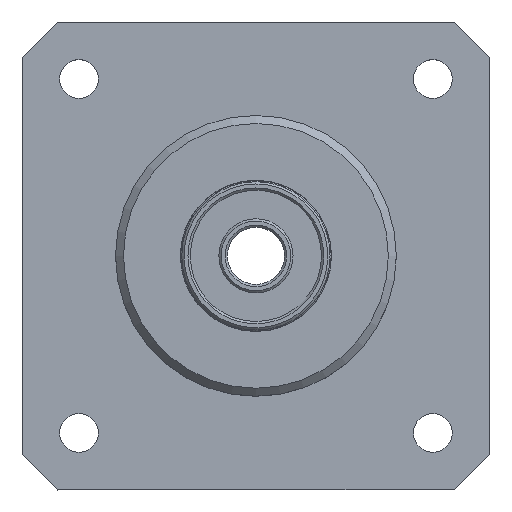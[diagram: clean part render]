
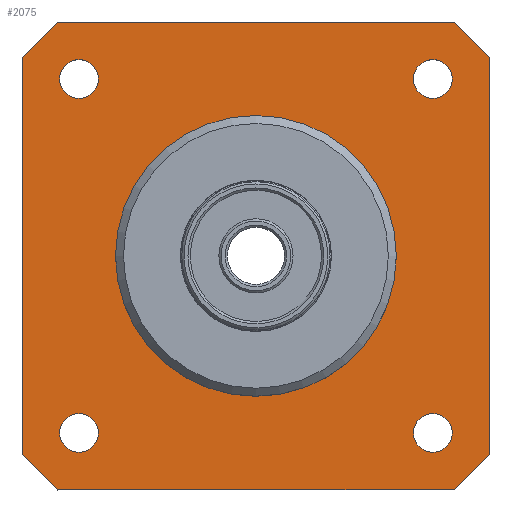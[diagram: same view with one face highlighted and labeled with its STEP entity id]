
A CAD part, top view. The second image highlights one B-rep face of the part: STEP entity #2075.
In plain terms, the highlighted planar face has unit normal (0, 0, 1).
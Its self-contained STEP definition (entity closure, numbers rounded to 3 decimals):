
#86=FACE_BOUND('',#420,.T.);
#87=FACE_BOUND('',#421,.T.);
#88=FACE_BOUND('',#422,.T.);
#89=FACE_BOUND('',#423,.T.);
#90=FACE_BOUND('',#424,.T.);
#161=PLANE('',#2311);
#282=FACE_OUTER_BOUND('',#419,.T.);
#419=EDGE_LOOP('',(#1848,#1849,#1850,#1851,#1852,#1853,#1854,#1855));
#420=EDGE_LOOP('',(#1856));
#421=EDGE_LOOP('',(#1857));
#422=EDGE_LOOP('',(#1858));
#423=EDGE_LOOP('',(#1859));
#424=EDGE_LOOP('',(#1860));
#521=LINE('',#3333,#701);
#525=LINE('',#3341,#705);
#528=LINE('',#3347,#708);
#531=LINE('',#3353,#711);
#538=LINE('',#3383,#718);
#541=LINE('',#3389,#721);
#544=LINE('',#3395,#724);
#546=LINE('',#3398,#726);
#701=VECTOR('',#2710,10.);
#705=VECTOR('',#2716,10.);
#708=VECTOR('',#2721,10.);
#711=VECTOR('',#2726,10.);
#718=VECTOR('',#2759,10.);
#721=VECTOR('',#2764,10.);
#724=VECTOR('',#2769,10.);
#726=VECTOR('',#2773,10.);
#876=CIRCLE('',#2257,12.3);
#878=CIRCLE('',#2265,1.7);
#880=CIRCLE('',#2268,1.7);
#882=CIRCLE('',#2271,1.7);
#884=CIRCLE('',#2274,1.7);
#987=VERTEX_POINT('',#3321);
#989=VERTEX_POINT('',#3329);
#991=VERTEX_POINT('',#3332);
#994=VERTEX_POINT('',#3339);
#995=VERTEX_POINT('',#3344);
#998=VERTEX_POINT('',#3351);
#999=VERTEX_POINT('',#3356);
#1001=VERTEX_POINT('',#3362);
#1003=VERTEX_POINT('',#3368);
#1005=VERTEX_POINT('',#3374);
#1007=VERTEX_POINT('',#3380);
#1010=VERTEX_POINT('',#3387);
#1011=VERTEX_POINT('',#3392);
#1220=EDGE_CURVE('',#987,#987,#876,.T.);
#1224=EDGE_CURVE('',#991,#989,#521,.T.);
#1228=EDGE_CURVE('',#994,#989,#525,.F.);
#1231=EDGE_CURVE('',#994,#995,#528,.T.);
#1234=EDGE_CURVE('',#998,#995,#531,.F.);
#1236=EDGE_CURVE('',#999,#999,#878,.T.);
#1239=EDGE_CURVE('',#1001,#1001,#880,.T.);
#1242=EDGE_CURVE('',#1003,#1003,#882,.T.);
#1245=EDGE_CURVE('',#1005,#1005,#884,.T.);
#1249=EDGE_CURVE('',#1007,#998,#538,.F.);
#1252=EDGE_CURVE('',#1010,#1007,#541,.F.);
#1255=EDGE_CURVE('',#1010,#1011,#544,.T.);
#1257=EDGE_CURVE('',#991,#1011,#546,.F.);
#1848=ORIENTED_EDGE('',*,*,#1252,.F.);
#1849=ORIENTED_EDGE('',*,*,#1255,.T.);
#1850=ORIENTED_EDGE('',*,*,#1257,.F.);
#1851=ORIENTED_EDGE('',*,*,#1224,.T.);
#1852=ORIENTED_EDGE('',*,*,#1228,.F.);
#1853=ORIENTED_EDGE('',*,*,#1231,.T.);
#1854=ORIENTED_EDGE('',*,*,#1234,.F.);
#1855=ORIENTED_EDGE('',*,*,#1249,.F.);
#1856=ORIENTED_EDGE('',*,*,#1220,.T.);
#1857=ORIENTED_EDGE('',*,*,#1236,.T.);
#1858=ORIENTED_EDGE('',*,*,#1239,.T.);
#1859=ORIENTED_EDGE('',*,*,#1242,.T.);
#1860=ORIENTED_EDGE('',*,*,#1245,.T.);
#2075=ADVANCED_FACE('',(#282,#86,#87,#88,#89,#90),#161,.T.);
#2257=AXIS2_PLACEMENT_3D('',#3323,#2700,#2701);
#2265=AXIS2_PLACEMENT_3D('',#3357,#2730,#2731);
#2268=AXIS2_PLACEMENT_3D('',#3363,#2737,#2738);
#2271=AXIS2_PLACEMENT_3D('',#3369,#2744,#2745);
#2274=AXIS2_PLACEMENT_3D('',#3375,#2751,#2752);
#2311=AXIS2_PLACEMENT_3D('',#3921,#2907,#2908);
#2700=DIRECTION('center_axis',(0.,0.,
-1.));
#2701=DIRECTION('ref_axis',(-1.,0.,0.));
#2710=DIRECTION('',(0.,-1.,0.));
#2716=DIRECTION('',(0.707,-0.707,0.));
#2721=DIRECTION('',(1.,0.,0.));
#2726=DIRECTION('',(0.707,0.707,0.));
#2730=DIRECTION('center_axis',(0.,0.,
-1.));
#2731=DIRECTION('ref_axis',(1.,0.,0.));
#2737=DIRECTION('center_axis',(0.,0.,
-1.));
#2738=DIRECTION('ref_axis',(1.,0.,0.));
#2744=DIRECTION('center_axis',(0.,0.,
-1.));
#2745=DIRECTION('ref_axis',(1.,0.,0.));
#2751=DIRECTION('center_axis',(0.,0.,
-1.));
#2752=DIRECTION('ref_axis',(1.,0.,0.));
#2759=DIRECTION('',(0.001,1.,0.));
#2764=DIRECTION('',(-0.707,0.707,0.));
#2769=DIRECTION('',(-1.,0.,0.));
#2773=DIRECTION('',(-0.707,-0.707,0.));
#2907=DIRECTION('center_axis',(0.,0.,
1.));
#2908=DIRECTION('ref_axis',(1.,0.,0.));
#3321=CARTESIAN_POINT('',(97.485,64.872,-38.206));
#3323=CARTESIAN_POINT('Origin',(85.185,64.872,-38.206));
#3329=CARTESIAN_POINT('',(64.7,47.458,-38.206));
#3332=CARTESIAN_POINT('',(64.7,82.287,-38.206));
#3333=CARTESIAN_POINT('',(64.7,55.796,-38.206));
#3339=CARTESIAN_POINT('',(67.786,44.372,-38.206));
#3341=CARTESIAN_POINT('',(67.334,44.824,-38.206));
#3344=CARTESIAN_POINT('',(102.565,44.372,-38.206));
#3347=CARTESIAN_POINT('',(93.631,44.372,-38.206));
#3351=CARTESIAN_POINT('',(105.653,47.457,-38.206));
#3353=CARTESIAN_POINT('',(103.713,45.52,-38.206));
#3356=CARTESIAN_POINT('',(98.985,80.372,-38.206));
#3357=CARTESIAN_POINT('Origin',(100.685,80.372,-38.206));
#3362=CARTESIAN_POINT('',(67.985,80.372,-38.206));
#3363=CARTESIAN_POINT('Origin',(69.685,80.372,-38.206));
#3368=CARTESIAN_POINT('',(67.985,49.372,-38.206));
#3369=CARTESIAN_POINT('Origin',(69.685,49.372,-38.206));
#3374=CARTESIAN_POINT('',(98.985,49.372,-38.206));
#3375=CARTESIAN_POINT('Origin',(100.685,49.372,-38.206));
#3380=CARTESIAN_POINT('',(105.687,82.286,-38.206));
#3383=CARTESIAN_POINT('',(105.676,71.117,-38.206));
#3387=CARTESIAN_POINT('',(102.604,85.372,-38.206));
#3389=CARTESIAN_POINT('',(105.244,82.729,-38.206));
#3392=CARTESIAN_POINT('',(67.786,85.372,-38.206));
#3395=CARTESIAN_POINT('',(78.131,85.372,-38.206));
#3398=CARTESIAN_POINT('',(65.839,83.426,-38.206));
#3921=CARTESIAN_POINT('Origin',(85.194,64.872,-38.206));
